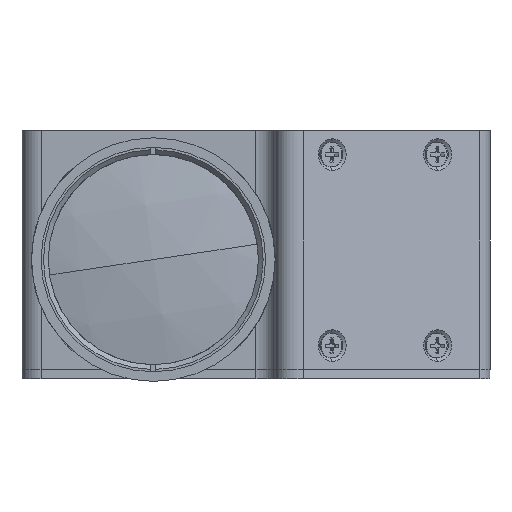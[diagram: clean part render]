
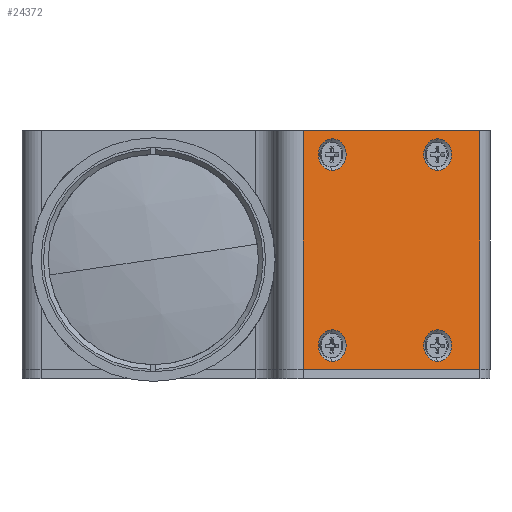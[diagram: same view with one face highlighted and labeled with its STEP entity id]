
A CAD part, left-side view. The second image highlights one B-rep face of the part: STEP entity #24372.
In plain terms, the highlighted planar face has unit normal (-0.883, -0.469, 0).
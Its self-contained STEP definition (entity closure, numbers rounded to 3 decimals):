
#27 = FACE_BOUND ( 'NONE', #723, .T. ) ;
#94 = AXIS2_PLACEMENT_3D ( 'NONE', #2601, #16478, #4616 ) ;
#499 = DIRECTION ( 'NONE',  ( -0.883, -0.469, 0. ) ) ;
#723 = EDGE_LOOP ( 'NONE', ( #3970, #17822 ) ) ;
#817 = VERTEX_POINT ( 'NONE', #20110 ) ;
#883 = EDGE_CURVE ( 'NONE', #25096, #25373, #25559, .T. ) ;
#1129 = DIRECTION ( 'NONE',  ( 0., 0., -1. ) ) ;
#1150 = ORIENTED_EDGE ( 'NONE', *, *, #20176, .F. ) ;
#1255 = ORIENTED_EDGE ( 'NONE', *, *, #3559, .F. ) ;
#1379 = ORIENTED_EDGE ( 'NONE', *, *, #25485, .F. ) ;
#2546 = VERTEX_POINT ( 'NONE', #8820 ) ;
#2601 = CARTESIAN_POINT ( 'NONE',  ( 85.753, -59.548, 22. ) ) ;
#2664 = CARTESIAN_POINT ( 'NONE',  ( 90.448, -68.378, 27. ) ) ;
#2735 = CIRCLE ( 'NONE', #17361, 3.3 ) ;
#3018 = EDGE_CURVE ( 'NONE', #24658, #13399, #13987, .T. ) ;
#3353 = ORIENTED_EDGE ( 'NONE', *, *, #3018, .F. ) ;
#3559 = EDGE_CURVE ( 'NONE', #13399, #24658, #5261, .T. ) ;
#3688 = VECTOR ( 'NONE', #1129, 1000. ) ;
#3970 = ORIENTED_EDGE ( 'NONE', *, *, #4397, .F. ) ;
#3975 = EDGE_CURVE ( 'NONE', #5993, #12010, #18885, .T. ) ;
#4397 = EDGE_CURVE ( 'NONE', #25373, #25096, #2735, .T. ) ;
#4487 = DIRECTION ( 'NONE',  ( -0.883, -0.469, 0. ) ) ;
#4504 = EDGE_LOOP ( 'NONE', ( #24420, #19178 ) ) ;
#4521 = EDGE_LOOP ( 'NONE', ( #1255, #3353 ) ) ;
#4555 = CARTESIAN_POINT ( 'NONE',  ( 90.448, -68.378, -23. ) ) ;
#4616 = DIRECTION ( 'NONE',  ( 0., 0., 1. ) ) ;
#4820 = CARTESIAN_POINT ( 'NONE',  ( 85.753, -59.548, -14.7 ) ) ;
#4961 = DIRECTION ( 'NONE',  ( -0.883, -0.469, 0. ) ) ;
#5211 = EDGE_LOOP ( 'NONE', ( #1150, #12248 ) ) ;
#5261 = CIRCLE ( 'NONE', #9069, 3.3 ) ;
#5291 = CARTESIAN_POINT ( 'NONE',  ( 85.753, -59.548, 25.3 ) ) ;
#5341 = FACE_BOUND ( 'NONE', #4521, .T. ) ;
#5597 = EDGE_CURVE ( 'NONE', #13298, #12010, #9220, .T. ) ;
#5837 = DIRECTION ( 'NONE',  ( -0.883, -0.469, 0. ) ) ;
#5993 = VERTEX_POINT ( 'NONE', #17173 ) ;
#6721 = CARTESIAN_POINT ( 'NONE',  ( 90.448, -68.378, 2. ) ) ;
#6788 = VERTEX_POINT ( 'NONE', #5291 ) ;
#7184 = DIRECTION ( 'NONE',  ( -0.883, -0.469, 0. ) ) ;
#7270 = CARTESIAN_POINT ( 'NONE',  ( 74.016, -37.475, -21.3 ) ) ;
#7718 = DIRECTION ( 'NONE',  ( -0.469, 0.883, 0. ) ) ;
#7892 = EDGE_CURVE ( 'NONE', #13298, #23759, #17538, .T. ) ;
#8070 = CIRCLE ( 'NONE', #24252, 3.3 ) ;
#8796 = CARTESIAN_POINT ( 'NONE',  ( 85.753, -59.548, 22. ) ) ;
#8820 = CARTESIAN_POINT ( 'NONE',  ( 85.753, -59.548, 18.7 ) ) ;
#9069 = AXIS2_PLACEMENT_3D ( 'NONE', #10882, #24699, #12856 ) ;
#9151 = ORIENTED_EDGE ( 'NONE', *, *, #5597, .F. ) ;
#9220 = LINE ( 'NONE', #13624, #24377 ) ;
#10358 = CARTESIAN_POINT ( 'NONE',  ( 74.016, -37.475, -14.7 ) ) ;
#10443 = ORIENTED_EDGE ( 'NONE', *, *, #3975, .T. ) ;
#10719 = CIRCLE ( 'NONE', #17243, 3.3 ) ;
#10764 = CARTESIAN_POINT ( 'NONE',  ( 74.016, -37.475, 22. ) ) ;
#10805 = DIRECTION ( 'NONE',  ( 0., 0., 1. ) ) ;
#10882 = CARTESIAN_POINT ( 'NONE',  ( 85.753, -59.548, -18. ) ) ;
#10942 = AXIS2_PLACEMENT_3D ( 'NONE', #19034, #7184, #21005 ) ;
#11264 = FACE_BOUND ( 'NONE', #4504, .T. ) ;
#11307 = EDGE_CURVE ( 'NONE', #2546, #6788, #11834, .T. ) ;
#11682 = VECTOR ( 'NONE', #24542, 1000. ) ;
#11834 = CIRCLE ( 'NONE', #23912, 3.3 ) ;
#12010 = VERTEX_POINT ( 'NONE', #15669 ) ;
#12138 = EDGE_CURVE ( 'NONE', #13742, #817, #8070, .T. ) ;
#12248 = ORIENTED_EDGE ( 'NONE', *, *, #11307, .F. ) ;
#12417 = ORIENTED_EDGE ( 'NONE', *, *, #7892, .T. ) ;
#12422 = CARTESIAN_POINT ( 'NONE',  ( 74.016, -37.475, -18. ) ) ;
#12620 = DIRECTION ( 'NONE',  ( 0.469, -0.883, 0. ) ) ;
#12757 = DIRECTION ( 'NONE',  ( 0., 0., 1. ) ) ;
#12856 = DIRECTION ( 'NONE',  ( 0., 0., 1. ) ) ;
#13298 = VERTEX_POINT ( 'NONE', #4555 ) ;
#13399 = VERTEX_POINT ( 'NONE', #4820 ) ;
#13624 = CARTESIAN_POINT ( 'NONE',  ( 93.454, -74.032, -23. ) ) ;
#13742 = VERTEX_POINT ( 'NONE', #22466 ) ;
#13744 = PLANE ( 'NONE',  #19585 ) ;
#13987 = CIRCLE ( 'NONE', #10942, 3.3 ) ;
#14418 = DIRECTION ( 'NONE',  ( 0., 0., 1. ) ) ;
#15669 = CARTESIAN_POINT ( 'NONE',  ( 70.773, -31.376, -23. ) ) ;
#16366 = CARTESIAN_POINT ( 'NONE',  ( 74.016, -37.475, 22. ) ) ;
#16478 = DIRECTION ( 'NONE',  ( -0.883, -0.469, 0. ) ) ;
#16815 = CARTESIAN_POINT ( 'NONE',  ( 74.016, -37.475, -18. ) ) ;
#17173 = CARTESIAN_POINT ( 'NONE',  ( 70.773, -31.376, 27. ) ) ;
#17243 = AXIS2_PLACEMENT_3D ( 'NONE', #10764, #24592, #12757 ) ;
#17361 = AXIS2_PLACEMENT_3D ( 'NONE', #16815, #4961, #18802 ) ;
#17538 = LINE ( 'NONE', #6721, #11682 ) ;
#17706 = CARTESIAN_POINT ( 'NONE',  ( 80.426, -49.53, 2. ) ) ;
#17822 = ORIENTED_EDGE ( 'NONE', *, *, #883, .F. ) ;
#18349 = DIRECTION ( 'NONE',  ( 0., 0., 1. ) ) ;
#18514 = CIRCLE ( 'NONE', #94, 3.3 ) ;
#18802 = DIRECTION ( 'NONE',  ( 0., 0., 1. ) ) ;
#18885 = LINE ( 'NONE', #18930, #3688 ) ;
#18930 = CARTESIAN_POINT ( 'NONE',  ( 70.773, -31.376, 2. ) ) ;
#19034 = CARTESIAN_POINT ( 'NONE',  ( 85.753, -59.548, -18. ) ) ;
#19178 = ORIENTED_EDGE ( 'NONE', *, *, #12138, .F. ) ;
#19585 = AXIS2_PLACEMENT_3D ( 'NONE', #17706, #5837, #19681 ) ;
#19681 = DIRECTION ( 'NONE',  ( 0., 0., 1. ) ) ;
#20110 = CARTESIAN_POINT ( 'NONE',  ( 74.016, -37.475, 25.3 ) ) ;
#20176 = EDGE_CURVE ( 'NONE', #6788, #2546, #18514, .T. ) ;
#20506 = FACE_OUTER_BOUND ( 'NONE', #22963, .T. ) ;
#20895 = CARTESIAN_POINT ( 'NONE',  ( 93.454, -74.032, 27. ) ) ;
#21005 = DIRECTION ( 'NONE',  ( 0., 0., 1. ) ) ;
#21622 = EDGE_CURVE ( 'NONE', #817, #13742, #10719, .T. ) ;
#21734 = FACE_BOUND ( 'NONE', #5211, .T. ) ;
#21803 = AXIS2_PLACEMENT_3D ( 'NONE', #12422, #499, #14418 ) ;
#22466 = CARTESIAN_POINT ( 'NONE',  ( 74.016, -37.475, 18.7 ) ) ;
#22622 = DIRECTION ( 'NONE',  ( -0.883, -0.469, 0. ) ) ;
#22777 = CARTESIAN_POINT ( 'NONE',  ( 85.753, -59.548, -21.3 ) ) ;
#22963 = EDGE_LOOP ( 'NONE', ( #9151, #12417, #1379, #10443 ) ) ;
#23610 = VECTOR ( 'NONE', #12620, 1000. ) ;
#23759 = VERTEX_POINT ( 'NONE', #2664 ) ;
#23912 = AXIS2_PLACEMENT_3D ( 'NONE', #8796, #22622, #10805 ) ;
#24241 = LINE ( 'NONE', #20895, #23610 ) ;
#24252 = AXIS2_PLACEMENT_3D ( 'NONE', #16366, #4487, #18349 ) ;
#24372 = ADVANCED_FACE ( 'NONE', ( #21734, #5341, #27, #11264, #20506 ), #13744, .T. ) ;
#24377 = VECTOR ( 'NONE', #7718, 1000. ) ;
#24420 = ORIENTED_EDGE ( 'NONE', *, *, #21622, .F. ) ;
#24542 = DIRECTION ( 'NONE',  ( 0., 0., 1. ) ) ;
#24592 = DIRECTION ( 'NONE',  ( -0.883, -0.469, 0. ) ) ;
#24658 = VERTEX_POINT ( 'NONE', #22777 ) ;
#24699 = DIRECTION ( 'NONE',  ( -0.883, -0.469, 0. ) ) ;
#25096 = VERTEX_POINT ( 'NONE', #7270 ) ;
#25373 = VERTEX_POINT ( 'NONE', #10358 ) ;
#25485 = EDGE_CURVE ( 'NONE', #5993, #23759, #24241, .T. ) ;
#25559 = CIRCLE ( 'NONE', #21803, 3.3 ) ;
